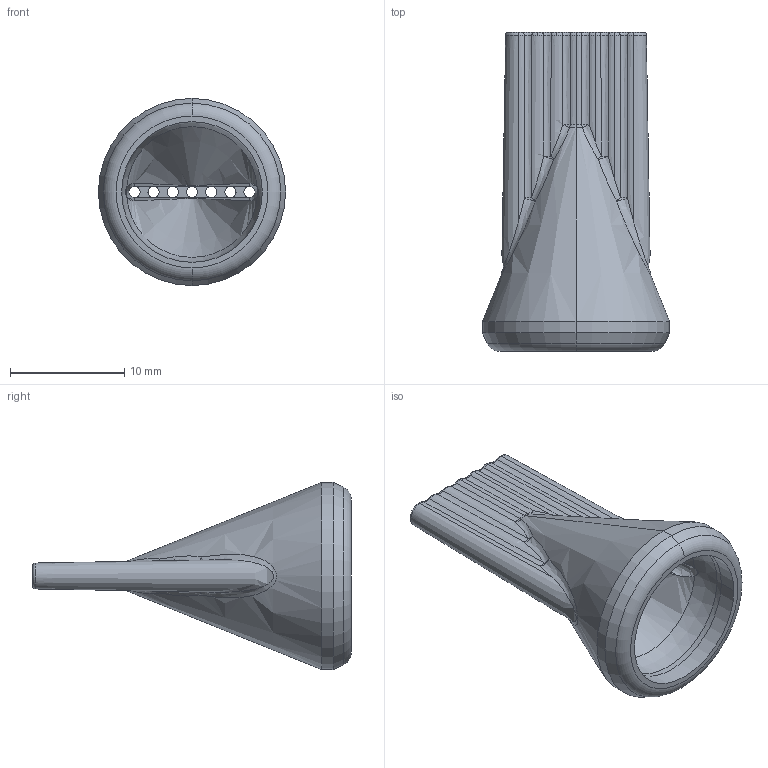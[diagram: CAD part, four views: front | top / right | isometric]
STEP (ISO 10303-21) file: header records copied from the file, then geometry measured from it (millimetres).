
FILE_DESCRIPTION (( 'STEP AP203' ), '1' );
FILE_NAME ('1-4 Flat 7 Hole Nozzle.STEP', '2005-02-04T21:43:43', ( 'mark lockwood' ), ( 'lockwood products inc.' ), 'SwSTEP 2.0', 'SolidWorks 2004146', '' );
FILE_SCHEMA (( 'CONFIG_CONTROL_DESIGN' ));
Length unit declared in the file: inch
Products named in the file (1): 1-4 Flat 7 Hole Nozzle
Bounding box: 16.38 x 27.92 x 16.38 mm (x, y, z)
Volume: 1140.8 mm3; surface area: 1900.6 mm2
Topology: 1 solids, 1 shells, 133 faces, 306 edges, 169 vertices
Faces by surface type: bspline 34, cone 30, torus 27, cylinder 18, sphere 14, plane 10
Entity records: 10865 total; most frequent: CARTESIAN_POINT 7949, ORIENTED_EDGE 604, DIRECTION 588, EDGE_CURVE 302, AXIS2_PLACEMENT_3D 270, CIRCLE 170, VERTEX_POINT 167, EDGE_LOOP 143
